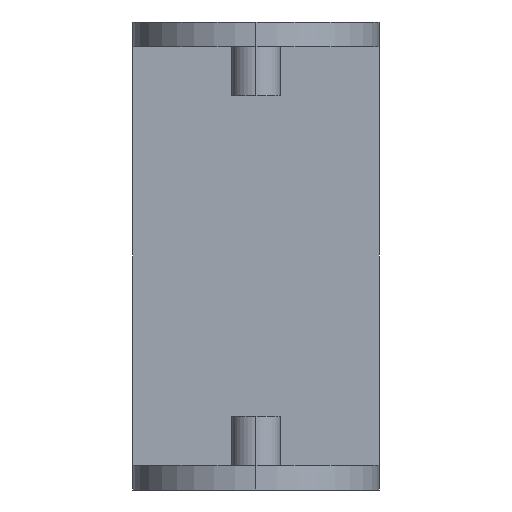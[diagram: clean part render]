
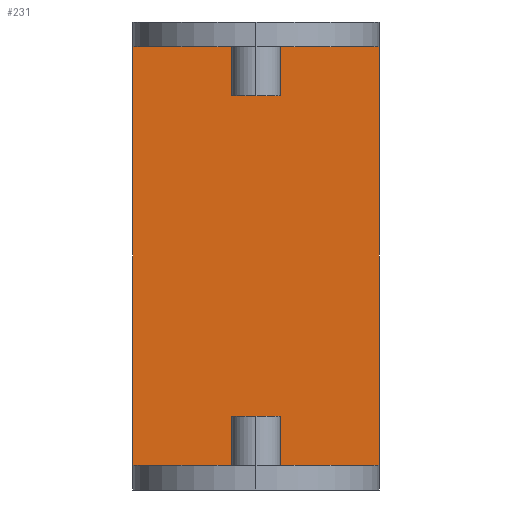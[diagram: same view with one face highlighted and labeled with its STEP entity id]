
A CAD part, left-side view. The second image highlights one B-rep face of the part: STEP entity #231.
In plain terms, the highlighted planar face has unit normal (-1, 0, 0).
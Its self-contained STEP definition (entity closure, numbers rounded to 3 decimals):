
#31 = ORIENTED_EDGE ( 'NONE', *, *, #510, .T. ) ;
#124 = VERTEX_POINT ( 'NONE', #596 ) ;
#140 = AXIS2_PLACEMENT_3D ( 'NONE', #532, #581, #161 ) ;
#145 = LINE ( 'NONE', #507, #622 ) ;
#161 = DIRECTION ( 'NONE',  ( 0., 0., -1. ) ) ;
#177 = PLANE ( 'NONE',  #140 ) ;
#231 = ADVANCED_FACE ( 'NONE', ( #419 ), #177, .F. ) ;
#251 = VECTOR ( 'NONE', #363, 1000. ) ;
#269 = VECTOR ( 'NONE', #300, 1000. ) ;
#283 = EDGE_LOOP ( 'NONE', ( #31, #366, #496, #425 ) ) ;
#300 = DIRECTION ( 'NONE',  ( 0., 0., 1. ) ) ;
#311 = DIRECTION ( 'NONE',  ( 0., -1., 0. ) ) ;
#344 = EDGE_CURVE ( 'NONE', #124, #541, #636, .T. ) ;
#363 = DIRECTION ( 'NONE',  ( 0., 0., 1. ) ) ;
#366 = ORIENTED_EDGE ( 'NONE', *, *, #344, .F. ) ;
#410 = CARTESIAN_POINT ( 'NONE',  ( 19., 0., 8.5 ) ) ;
#419 = FACE_OUTER_BOUND ( 'NONE', #283, .T. ) ;
#425 = ORIENTED_EDGE ( 'NONE', *, *, #582, .T. ) ;
#433 = VERTEX_POINT ( 'NONE', #440 ) ;
#440 = CARTESIAN_POINT ( 'NONE',  ( 19., 10., -8.5 ) ) ;
#449 = CARTESIAN_POINT ( 'NONE',  ( 19., 10., 8.5 ) ) ;
#496 = ORIENTED_EDGE ( 'NONE', *, *, #519, .F. ) ;
#499 = VECTOR ( 'NONE', #538, 1000. ) ;
#505 = LINE ( 'NONE', #621, #269 ) ;
#507 = CARTESIAN_POINT ( 'NONE',  ( 19., 10., -8.5 ) ) ;
#510 = EDGE_CURVE ( 'NONE', #658, #541, #505, .T. ) ;
#519 = EDGE_CURVE ( 'NONE', #433, #124, #618, .T. ) ;
#532 = CARTESIAN_POINT ( 'NONE',  ( 19., 10., -8.5 ) ) ;
#538 = DIRECTION ( 'NONE',  ( 0., -1., 0. ) ) ;
#541 = VERTEX_POINT ( 'NONE', #410 ) ;
#559 = CARTESIAN_POINT ( 'NONE',  ( 19., 10., -8.5 ) ) ;
#581 = DIRECTION ( 'NONE',  ( 1., 0., 0. ) ) ;
#582 = EDGE_CURVE ( 'NONE', #433, #658, #145, .T. ) ;
#596 = CARTESIAN_POINT ( 'NONE',  ( 19., 10., 8.5 ) ) ;
#618 = LINE ( 'NONE', #559, #251 ) ;
#621 = CARTESIAN_POINT ( 'NONE',  ( 19., 0., -8.5 ) ) ;
#622 = VECTOR ( 'NONE', #311, 1000. ) ;
#630 = CARTESIAN_POINT ( 'NONE',  ( 19., 0., -8.5 ) ) ;
#636 = LINE ( 'NONE', #449, #499 ) ;
#658 = VERTEX_POINT ( 'NONE', #630 ) ;
